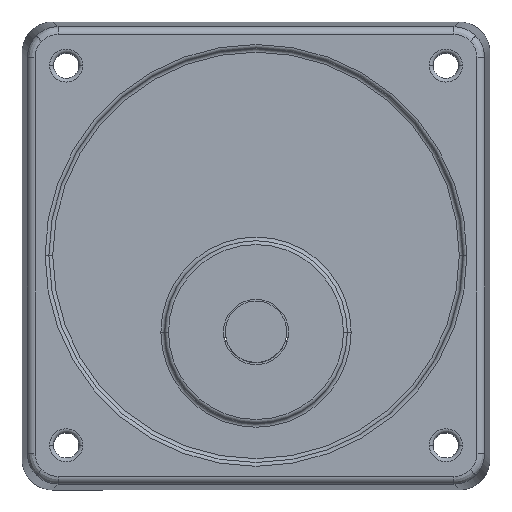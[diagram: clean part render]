
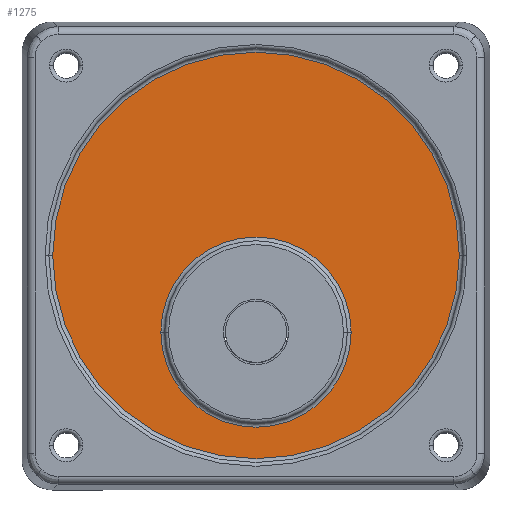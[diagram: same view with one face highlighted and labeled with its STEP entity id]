
A CAD part, top view. The second image highlights one B-rep face of the part: STEP entity #1275.
In plain terms, the highlighted planar face has unit normal (0, 0, 1).
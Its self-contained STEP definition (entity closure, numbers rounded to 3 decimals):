
#94 = DIRECTION ( 'NONE',  ( 0., 0., 1. ) ) ;
#183 = ORIENTED_EDGE ( 'NONE', *, *, #763, .T. ) ;
#462 = DIRECTION ( 'NONE',  ( 0., 0., -1. ) ) ;
#504 = CARTESIAN_POINT ( 'NONE',  ( 17.66, -17.053, 77.5 ) ) ;
#510 = AXIS2_PLACEMENT_3D ( 'NONE', #1823, #3349, #4757 ) ;
#520 = DIRECTION ( 'NONE',  ( 0., 0., -1. ) ) ;
#580 = CIRCLE ( 'NONE', #510, 26.5 ) ;
#670 = VERTEX_POINT ( 'NONE', #4766 ) ;
#720 = VERTEX_POINT ( 'NONE', #1577 ) ;
#748 = AXIS2_PLACEMENT_3D ( 'NONE', #3496, #94, #1602 ) ;
#754 = CIRCLE ( 'NONE', #748, 26.5 ) ;
#763 = EDGE_CURVE ( 'NONE', #3362, #720, #754, .T. ) ;
#1043 = DIRECTION ( 'NONE',  ( 1., 0., 0. ) ) ;
#1135 = AXIS2_PLACEMENT_3D ( 'NONE', #2961, #4379, #1043 ) ;
#1214 = ORIENTED_EDGE ( 'NONE', *, *, #1247, .T. ) ;
#1247 = EDGE_CURVE ( 'NONE', #3339, #670, #4546, .T. ) ;
#1275 = ADVANCED_FACE ( 'NONE', ( #3319, #4726 ), #1416, .T. ) ;
#1416 = PLANE ( 'NONE',  #1135 ) ;
#1577 = CARTESIAN_POINT ( 'NONE',  ( -21.24, -7.053, 77.5 ) ) ;
#1582 = ORIENTED_EDGE ( 'NONE', *, *, #4738, .T. ) ;
#1602 = DIRECTION ( 'NONE',  ( 1., 0., 0. ) ) ;
#1682 = CIRCLE ( 'NONE', #2318, 12.4 ) ;
#1823 = CARTESIAN_POINT ( 'NONE',  ( 5.26, -7.053, 77.5 ) ) ;
#1982 = DIRECTION ( 'NONE',  ( 1., 0., 0. ) ) ;
#2044 = DIRECTION ( 'NONE',  ( 1., 0., 0. ) ) ;
#2052 = CARTESIAN_POINT ( 'NONE',  ( 31.76, -7.053, 77.5 ) ) ;
#2166 = EDGE_CURVE ( 'NONE', #720, #3362, #580, .T. ) ;
#2318 = AXIS2_PLACEMENT_3D ( 'NONE', #3882, #520, #2044 ) ;
#2961 = CARTESIAN_POINT ( 'NONE',  ( 5.26, -7.053, 77.5 ) ) ;
#3319 = FACE_OUTER_BOUND ( 'NONE', #3404, .T. ) ;
#3339 = VERTEX_POINT ( 'NONE', #504 ) ;
#3349 = DIRECTION ( 'NONE',  ( 0., 0., 1. ) ) ;
#3362 = VERTEX_POINT ( 'NONE', #2052 ) ;
#3404 = EDGE_LOOP ( 'NONE', ( #183, #4594 ) ) ;
#3437 = AXIS2_PLACEMENT_3D ( 'NONE', #3830, #462, #1982 ) ;
#3496 = CARTESIAN_POINT ( 'NONE',  ( 5.26, -7.053, 77.5 ) ) ;
#3745 = EDGE_LOOP ( 'NONE', ( #1214, #1582 ) ) ;
#3830 = CARTESIAN_POINT ( 'NONE',  ( 5.26, -17.053, 77.5 ) ) ;
#3882 = CARTESIAN_POINT ( 'NONE',  ( 5.26, -17.053, 77.5 ) ) ;
#4379 = DIRECTION ( 'NONE',  ( 0., 0., 1. ) ) ;
#4546 = CIRCLE ( 'NONE', #3437, 12.4 ) ;
#4594 = ORIENTED_EDGE ( 'NONE', *, *, #2166, .T. ) ;
#4726 = FACE_BOUND ( 'NONE', #3745, .T. ) ;
#4738 = EDGE_CURVE ( 'NONE', #670, #3339, #1682, .T. ) ;
#4757 = DIRECTION ( 'NONE',  ( 1., 0., 0. ) ) ;
#4766 = CARTESIAN_POINT ( 'NONE',  ( -7.14, -17.053, 77.5 ) ) ;
